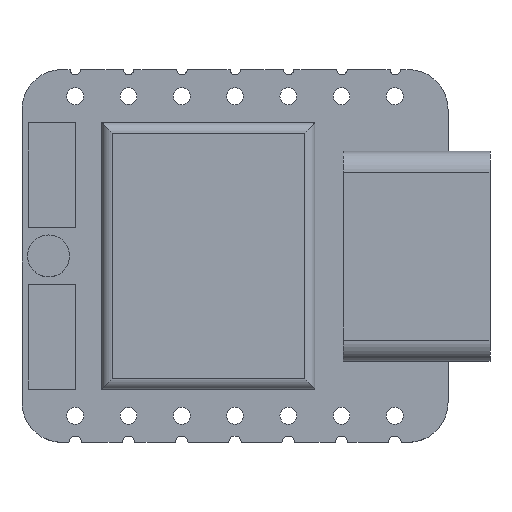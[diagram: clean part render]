
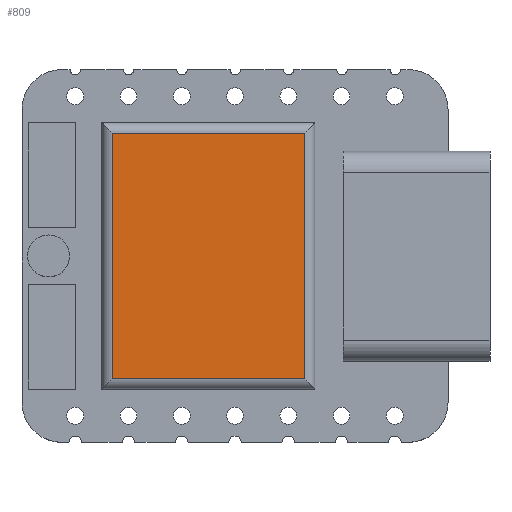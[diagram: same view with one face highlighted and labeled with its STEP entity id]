
A CAD part, top view. The second image highlights one B-rep face of the part: STEP entity #809.
In plain terms, the highlighted planar face has unit normal (0, 0, 1).
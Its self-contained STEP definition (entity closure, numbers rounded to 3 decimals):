
#93 = VERTEX_POINT('',#94);
#94 = CARTESIAN_POINT('',(1.77,13.47,4.));
#101 = EDGE_CURVE('',#93,#102,#104,.T.);
#102 = VERTEX_POINT('',#103);
#103 = CARTESIAN_POINT('',(1.77,1.77,4.));
#104 = LINE('',#105,#106);
#105 = CARTESIAN_POINT('',(1.77,13.97,4.));
#106 = VECTOR('',#107,1.);
#107 = DIRECTION('',(0.,-1.,0.));
#764 = EDGE_CURVE('',#102,#765,#767,.T.);
#765 = VERTEX_POINT('',#766);
#766 = CARTESIAN_POINT('',(10.93,1.77,4.));
#767 = LINE('',#768,#769);
#768 = CARTESIAN_POINT('',(1.27,1.77,4.));
#769 = VECTOR('',#770,1.);
#770 = DIRECTION('',(1.,0.,0.));
#789 = VERTEX_POINT('',#790);
#790 = CARTESIAN_POINT('',(10.93,13.47,4.));
#797 = EDGE_CURVE('',#789,#93,#798,.T.);
#798 = LINE('',#799,#800);
#799 = CARTESIAN_POINT('',(11.43,13.47,4.));
#800 = VECTOR('',#801,1.);
#801 = DIRECTION('',(-1.,0.,0.));
#809 = ADVANCED_FACE('',(#810),#821,.T.);
#810 = FACE_BOUND('',#811,.T.);
#811 = EDGE_LOOP('',(#812,#813,#814,#815));
#812 = ORIENTED_EDGE('',*,*,#797,.T.);
#813 = ORIENTED_EDGE('',*,*,#101,.T.);
#814 = ORIENTED_EDGE('',*,*,#764,.T.);
#815 = ORIENTED_EDGE('',*,*,#816,.T.);
#816 = EDGE_CURVE('',#765,#789,#817,.T.);
#817 = LINE('',#818,#819);
#818 = CARTESIAN_POINT('',(10.93,1.27,4.));
#819 = VECTOR('',#820,1.);
#820 = DIRECTION('',(0.,1.,0.));
#821 = PLANE('',#822);
#822 = AXIS2_PLACEMENT_3D('',#823,#824,#825);
#823 = CARTESIAN_POINT('',(6.35,7.62,4.));
#824 = DIRECTION('',(0.,0.,1.));
#825 = DIRECTION('',(1.,0.,0.));
